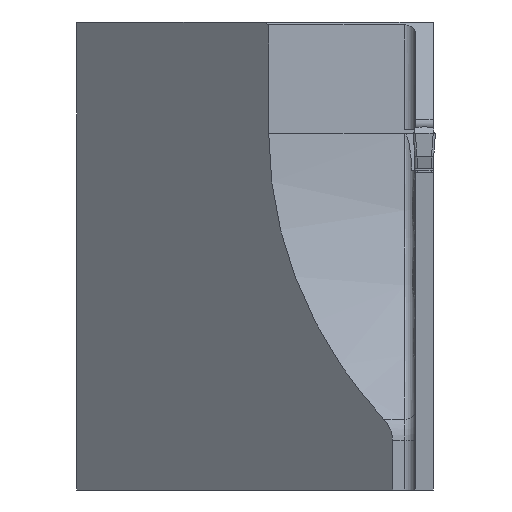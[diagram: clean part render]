
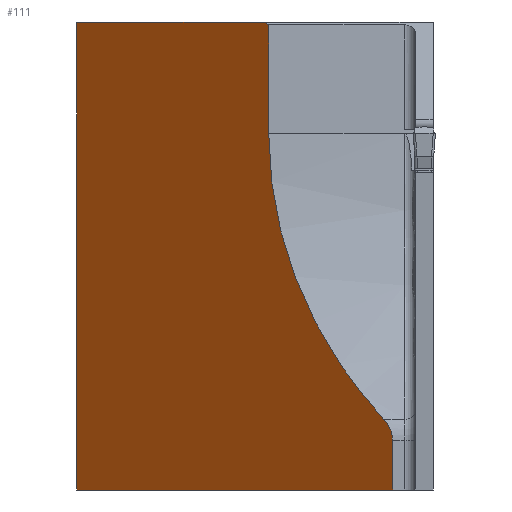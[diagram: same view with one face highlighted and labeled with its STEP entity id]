
A CAD part, left-side view. The second image highlights one B-rep face of the part: STEP entity #111.
In plain terms, the highlighted planar face has unit normal (-0.743, 0.669, 0).
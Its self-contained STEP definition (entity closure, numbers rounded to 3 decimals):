
#74=ELLIPSE('',#1224,4.483,3.);
#76=ELLIPSE('',#1240,59.779,40.);
#111=ADVANCED_FACE('',(#217),#171,.F.);
#171=PLANE('',#1247);
#217=FACE_OUTER_BOUND('',#282,.T.);
#282=EDGE_LOOP('',(#438,#439,#440,#441,#442,#443,#444,#445));
#438=ORIENTED_EDGE('',*,*,#838,.F.);
#439=ORIENTED_EDGE('',*,*,#841,.F.);
#440=ORIENTED_EDGE('',*,*,#828,.F.);
#441=ORIENTED_EDGE('',*,*,#833,.F.);
#442=ORIENTED_EDGE('',*,*,#819,.F.);
#443=ORIENTED_EDGE('',*,*,#814,.F.);
#444=ORIENTED_EDGE('',*,*,#808,.F.);
#445=ORIENTED_EDGE('',*,*,#812,.F.);
#701=VERTEX_POINT('',#1688);
#702=VERTEX_POINT('',#1690);
#705=VERTEX_POINT('',#1697);
#706=VERTEX_POINT('',#1702);
#708=VERTEX_POINT('',#1710);
#713=VERTEX_POINT('',#1725);
#714=VERTEX_POINT('',#1727);
#717=VERTEX_POINT('',#1745);
#808=EDGE_CURVE('',#701,#702,#971,.T.);
#812=EDGE_CURVE('',#705,#701,#74,.T.);
#814=EDGE_CURVE('',#702,#706,#975,.T.);
#819=EDGE_CURVE('',#706,#708,#979,.T.);
#828=EDGE_CURVE('',#713,#714,#987,.T.);
#833=EDGE_CURVE('',#708,#713,#991,.T.);
#838=EDGE_CURVE('',#717,#705,#76,.T.);
#841=EDGE_CURVE('',#714,#717,#997,.T.);
#971=LINE('',#1689,#1102);
#975=LINE('',#1701,#1106);
#979=LINE('',#1709,#1110);
#987=LINE('',#1726,#1118);
#991=LINE('',#1736,#1122);
#997=LINE('',#1751,#1128);
#1102=VECTOR('',#1348,1.);
#1106=VECTOR('',#1360,1.);
#1110=VECTOR('',#1368,1.);
#1118=VECTOR('',#1382,1.);
#1122=VECTOR('',#1394,1.);
#1128=VECTOR('',#1412,1.);
#1224=AXIS2_PLACEMENT_3D('',#1698,#1354,#1355);
#1240=AXIS2_PLACEMENT_3D('',#1746,#1406,#1407);
#1247=AXIS2_PLACEMENT_3D('',#1758,#1424,#1425);
#1348=DIRECTION('',(0.,0.,-1.));
#1354=DIRECTION('',(0.743,-0.669,0.));
#1355=DIRECTION('',(-0.669,-0.743,0.));
#1360=DIRECTION('',(0.669,0.743,0.));
#1368=DIRECTION('',(0.,0.,1.));
#1382=DIRECTION('',(-0.602,-0.668,-0.437));
#1394=DIRECTION('',(-0.669,-0.743,0.));
#1406=DIRECTION('',(-0.743,0.669,0.));
#1407=DIRECTION('',(-0.669,-0.743,0.));
#1412=DIRECTION('',(0.,0.,-1.));
#1424=DIRECTION('',(0.743,-0.669,0.));
#1425=DIRECTION('',(0.669,0.743,0.));
#1688=CARTESIAN_POINT('',(6.,3.65,-27.568));
#1689=CARTESIAN_POINT('',(6.,3.65,40.));
#1690=CARTESIAN_POINT('',(6.,3.65,-32.));
#1697=CARTESIAN_POINT('',(6.698,4.425,-25.645));
#1698=CARTESIAN_POINT('',(9.,6.982,-27.568));
#1701=CARTESIAN_POINT('',(31.526,32.,-32.));
#1702=CARTESIAN_POINT('',(31.526,32.,-32.));
#1709=CARTESIAN_POINT('',(31.526,32.,40.));
#1710=CARTESIAN_POINT('',(31.526,32.,10.));
#1725=CARTESIAN_POINT('',(16.359,15.155,10.));
#1726=CARTESIAN_POINT('',(36.52,37.546,24.648));
#1727=CARTESIAN_POINT('',(16.,14.756,9.739));
#1736=CARTESIAN_POINT('',(31.526,32.,10.));
#1745=CARTESIAN_POINT('',(16.,14.756,0.));
#1746=CARTESIAN_POINT('',(-24.,-29.668,0.));
#1751=CARTESIAN_POINT('',(16.,14.756,40.));
#1758=CARTESIAN_POINT('',(31.526,32.,40.));
